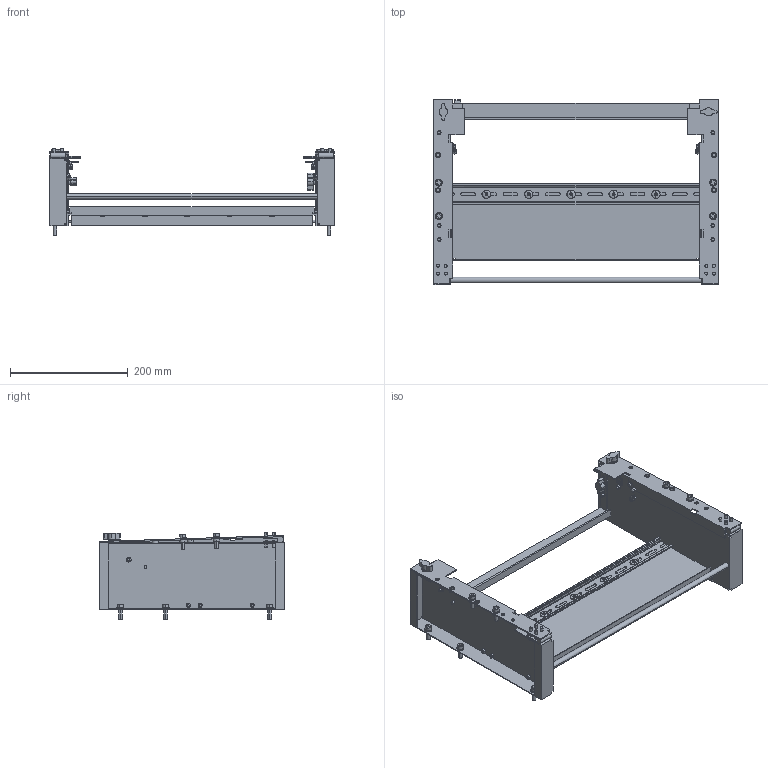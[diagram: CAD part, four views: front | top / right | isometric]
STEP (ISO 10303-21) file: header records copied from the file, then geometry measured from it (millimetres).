
FILE_DESCRIPTION(('CATIA V5R22 STEP214','CAx-IF Rec.Pracs.--- Model Styling and Organization---1.4--- 2014-01-23'),'2;1');
FILE_NAME ('1343584-4_0_8000075319_8000075319.stp','2022-10-17T08:31:35+00:00',('none'),('Weidmueller'),'CATIA Version 5-6 Release 2016 SP3 HF44','CATIA V5 STEP AP214','none');
FILE_SCHEMA(('AUTOMOTIVE_DESIGN { 1 0 10303 214 1 1 1 1 }'));
Products named in the file (1): 8000075319_MIGRATION RACK PLC5-12S H
Bounding box: 483 x 315 x 147.99 mm (x, y, z)
Volume: 576096.5 mm3; surface area: 526445.7 mm2
Topology: 1 solids, 27 shells, 1462 faces, 3712 edges, 2458 vertices
Faces by surface type: plane 784, cylinder 610, bspline 66, cone 2
Entity records: 51008 total; most frequent: CARTESIAN_POINT 15548, ORIENTED_EDGE 7424, DIRECTION 5845, EDGE_CURVE 3712, VERTEX_POINT 2458, AXIS2_PLACEMENT_3D 2252, VECTOR 2198, LINE 2198
